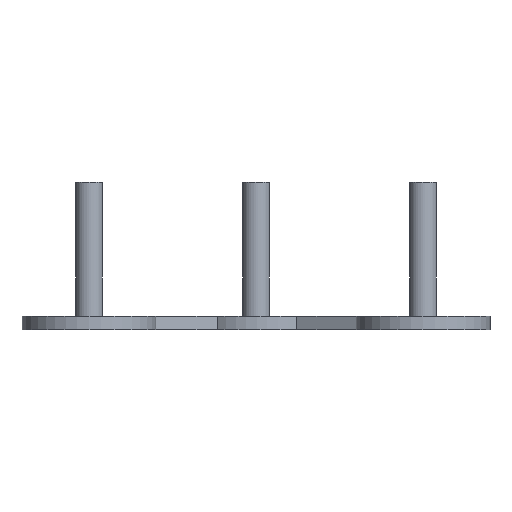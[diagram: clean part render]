
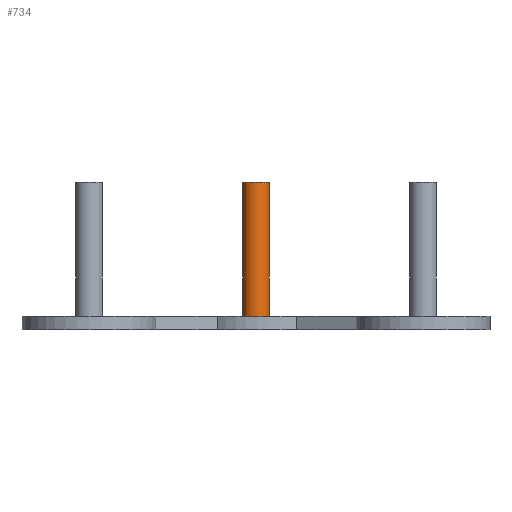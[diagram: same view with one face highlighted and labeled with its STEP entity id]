
A CAD part, front view. The second image highlights one B-rep face of the part: STEP entity #734.
In plain terms, the highlighted cylindrical face has radius 2 mm (diameter 4 mm), a partial arc.
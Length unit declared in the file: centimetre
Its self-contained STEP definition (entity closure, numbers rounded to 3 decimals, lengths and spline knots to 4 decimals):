
#76 = CARTESIAN_POINT ( 'NONE',  ( -0.1884, 2.8801, 1.5506 ) ) ;
#119 = ORIENTED_EDGE ( 'NONE', *, *, #165, .T. ) ;
#128 = EDGE_LOOP ( 'NONE', ( #936, #778, #119, #142 ) ) ;
#142 = ORIENTED_EDGE ( 'NONE', *, *, #284, .T. ) ;
#148 = CARTESIAN_POINT ( 'NONE',  ( 0.2116, 2.8801, 3.3506 ) ) ;
#161 = VECTOR ( 'NONE', #428, 100. ) ;
#165 = EDGE_CURVE ( 'NONE', #218, #606, #972, .T. ) ;
#189 = CARTESIAN_POINT ( 'NONE',  ( -0.1884, 2.8801, 3.5506 ) ) ;
#204 = CARTESIAN_POINT ( 'NONE',  ( -0.1884, 2.8801, 3.3506 ) ) ;
#218 = VERTEX_POINT ( 'NONE', #189 ) ;
#245 = DIRECTION ( 'NONE',  ( 1., 0., 0. ) ) ;
#284 = EDGE_CURVE ( 'NONE', #606, #891, #793, .T. ) ;
#289 = VECTOR ( 'NONE', #769, 100. ) ;
#307 = FACE_OUTER_BOUND ( 'NONE', #128, .T. ) ;
#358 = CARTESIAN_POINT ( 'NONE',  ( 0.0116, 2.8801, 1.5506 ) ) ;
#386 = CARTESIAN_POINT ( 'NONE',  ( 0.0116, 2.8801, 3.3506 ) ) ;
#428 = DIRECTION ( 'NONE',  ( 0., 0., -1. ) ) ;
#488 = EDGE_CURVE ( 'NONE', #634, #891, #930, .T. ) ;
#499 = AXIS2_PLACEMENT_3D ( 'NONE', #625, #789, #245 ) ;
#587 = DIRECTION ( 'NONE',  ( 0., 0., 1. ) ) ;
#606 = VERTEX_POINT ( 'NONE', #76 ) ;
#609 = EDGE_CURVE ( 'NONE', #218, #634, #901, .T. ) ;
#625 = CARTESIAN_POINT ( 'NONE',  ( 0.0116, 2.8801, 3.5506 ) ) ;
#634 = VERTEX_POINT ( 'NONE', #792 ) ;
#673 = DIRECTION ( 'NONE',  ( 1., 0., 0. ) ) ;
#688 = DIRECTION ( 'NONE',  ( -1., 0., 0. ) ) ;
#702 = CYLINDRICAL_SURFACE ( 'NONE', #949, 0.2 ) ;
#734 = ADVANCED_FACE ( 'NONE', ( #307 ), #702, .T. ) ;
#769 = DIRECTION ( 'NONE',  ( 0., 0., -1. ) ) ;
#778 = ORIENTED_EDGE ( 'NONE', *, *, #609, .F. ) ;
#789 = DIRECTION ( 'NONE',  ( 0., 0., 1. ) ) ;
#792 = CARTESIAN_POINT ( 'NONE',  ( 0.2116, 2.8801, 3.5506 ) ) ;
#793 = CIRCLE ( 'NONE', #948, 0.2 ) ;
#865 = DIRECTION ( 'NONE',  ( 0., 0., -1. ) ) ;
#891 = VERTEX_POINT ( 'NONE', #906 ) ;
#901 = CIRCLE ( 'NONE', #499, 0.2 ) ;
#906 = CARTESIAN_POINT ( 'NONE',  ( 0.2116, 2.8801, 1.5506 ) ) ;
#930 = LINE ( 'NONE', #148, #289 ) ;
#936 = ORIENTED_EDGE ( 'NONE', *, *, #488, .F. ) ;
#948 = AXIS2_PLACEMENT_3D ( 'NONE', #358, #587, #673 ) ;
#949 = AXIS2_PLACEMENT_3D ( 'NONE', #386, #865, #688 ) ;
#972 = LINE ( 'NONE', #204, #161 ) ;
